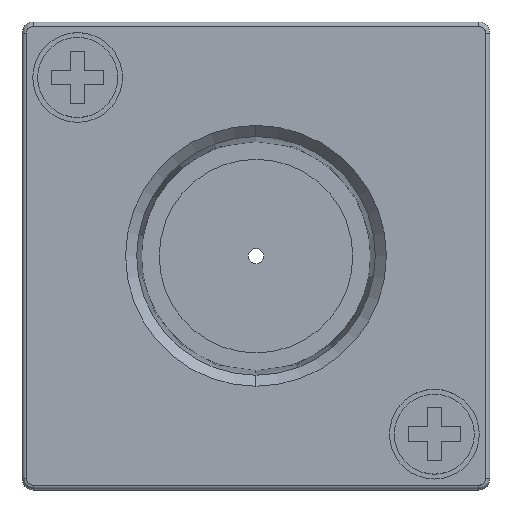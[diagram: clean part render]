
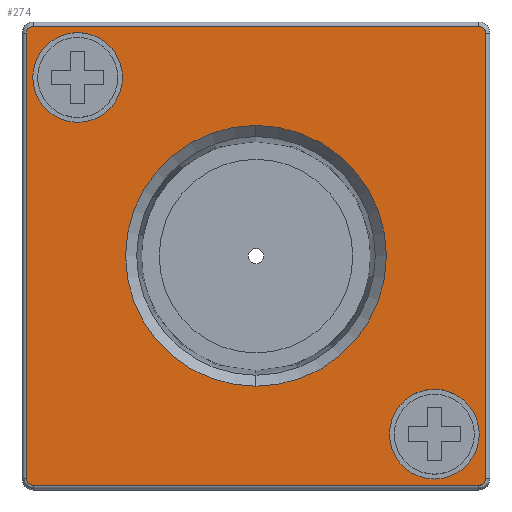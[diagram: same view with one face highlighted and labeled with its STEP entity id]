
A CAD part, top view. The second image highlights one B-rep face of the part: STEP entity #274.
In plain terms, the highlighted planar face has unit normal (0, 0, 1).
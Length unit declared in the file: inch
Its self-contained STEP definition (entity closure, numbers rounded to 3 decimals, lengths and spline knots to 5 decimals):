
#9 = FACE_OUTER_BOUND ( 'NONE', #386, .T. ) ;
#38 = FACE_BOUND ( 'NONE', #148, .T. ) ;
#49 = CARTESIAN_POINT ( 'NONE',  ( 0.504, -0.519, 0.227 ) ) ;
#90 = CARTESIAN_POINT ( 'NONE',  ( -0.504, -0.519, 0.227 ) ) ;
#99 = FACE_BOUND ( 'NONE', #1070, .T. ) ;
#119 = AXIS2_PLACEMENT_3D ( 'NONE', #829, #826, #133 ) ;
#123 = VERTEX_POINT ( 'NONE', #804 ) ;
#125 = CARTESIAN_POINT ( 'NONE',  ( -0.519, 0.51279, 0.227 ) ) ;
#133 = DIRECTION ( 'NONE',  ( 1., 0., 0. ) ) ;
#148 = EDGE_LOOP ( 'NONE', ( #1302, #1722 ) ) ;
#181 = FACE_BOUND ( 'NONE', #672, .T. ) ;
#198 = ORIENTED_EDGE ( 'NONE', *, *, #1886, .F. ) ;
#225 = CIRCLE ( 'NONE', #1683, 0.1015 ) ;
#236 = DIRECTION ( 'NONE',  ( 0., 0., -1. ) ) ;
#242 = DIRECTION ( 'NONE',  ( -1., 0., 0. ) ) ;
#274 = ADVANCED_FACE ( 'NONE', ( #9, #99, #38, #181 ), #279, .F. ) ;
#279 = PLANE ( 'NONE',  #522 ) ;
#292 = ORIENTED_EDGE ( 'NONE', *, *, #1057, .F. ) ;
#295 = CARTESIAN_POINT ( 'NONE',  ( 0., 0., 0.227 ) ) ;
#311 = VECTOR ( 'NONE', #2253, 39.37008 ) ;
#314 = CARTESIAN_POINT ( 'NONE',  ( 0.504, -0.519, 0.227 ) ) ;
#350 = CARTESIAN_POINT ( 'NONE',  ( -0.4035, 0.4035, 0.227 ) ) ;
#375 = EDGE_CURVE ( 'NONE', #2246, #1098, #2312, .T. ) ;
#376 = VERTEX_POINT ( 'NONE', #1937 ) ;
#386 = EDGE_LOOP ( 'NONE', ( #2070, #591, #198, #1910, #1063, #504, #2252, #1884 ) ) ;
#392 = ORIENTED_EDGE ( 'NONE', *, *, #1183, .F. ) ;
#406 = LINE ( 'NONE', #646, #311 ) ;
#428 =( BOUNDED_CURVE ( )  B_SPLINE_CURVE ( 3, ( #800, #125, #901, #796 ),
 .UNSPECIFIED., .F., .T. ) 
 B_SPLINE_CURVE_WITH_KNOTS ( ( 4, 4 ),
 ( 0., 1. ),
 .UNSPECIFIED. ) 
 CURVE ( )  GEOMETRIC_REPRESENTATION_ITEM ( )  RATIONAL_B_SPLINE_CURVE ( ( 1., 0.805, 0.805, 1. ) ) 
 REPRESENTATION_ITEM ( '' )  );
#467 = LINE ( 'NONE', #2087, #498 ) ;
#478 = CARTESIAN_POINT ( 'NONE',  ( -0.519, -0.51279, 0.227 ) ) ;
#498 = VECTOR ( 'NONE', #2063, 39.37008 ) ;
#504 = ORIENTED_EDGE ( 'NONE', *, *, #1512, .F. ) ;
#505 =( BOUNDED_CURVE ( )  B_SPLINE_CURVE ( 3, ( #2132, #2294, #1417, #314 ),
 .UNSPECIFIED., .F., .T. ) 
 B_SPLINE_CURVE_WITH_KNOTS ( ( 4, 4 ),
 ( 0., 1. ),
 .UNSPECIFIED. ) 
 CURVE ( )  GEOMETRIC_REPRESENTATION_ITEM ( )  RATIONAL_B_SPLINE_CURVE ( ( 1., 0.805, 0.805, 1. ) ) 
 REPRESENTATION_ITEM ( '' )  );
#522 = AXIS2_PLACEMENT_3D ( 'NONE', #295, #236, #242 ) ;
#542 = DIRECTION ( 'NONE',  ( 1., 0., 0. ) ) ;
#560 = CARTESIAN_POINT ( 'NONE',  ( 0.51279, 0.519, 0.227 ) ) ;
#564 = CARTESIAN_POINT ( 'NONE',  ( 0.519, -0.504, 0.227 ) ) ;
#591 = ORIENTED_EDGE ( 'NONE', *, *, #375, .F. ) ;
#593 = VERTEX_POINT ( 'NONE', #1446 ) ;
#642 = CARTESIAN_POINT ( 'NONE',  ( -0.51279, -0.519, 0.227 ) ) ;
#646 = CARTESIAN_POINT ( 'NONE',  ( 0., -0.519, 0.227 ) ) ;
#672 = EDGE_LOOP ( 'NONE', ( #1498, #392 ) ) ;
#695 = VERTEX_POINT ( 'NONE', #996 ) ;
#744 = CARTESIAN_POINT ( 'NONE',  ( 0.519, 0.504, 0.227 ) ) ;
#746 = EDGE_CURVE ( 'NONE', #123, #695, #1518, .T. ) ;
#747 = CARTESIAN_POINT ( 'NONE',  ( 0.519, 0.51279, 0.227 ) ) ;
#748 = CARTESIAN_POINT ( 'NONE',  ( -0.505, 0.4035, 0.227 ) ) ;
#751 = CARTESIAN_POINT ( 'NONE',  ( 0.504, 0.519, 0.227 ) ) ;
#770 = EDGE_CURVE ( 'NONE', #1098, #1146, #428, .T. ) ;
#782 = EDGE_CURVE ( 'NONE', #1562, #1716, #2330, .T. ) ;
#785 = ORIENTED_EDGE ( 'NONE', *, *, #2328, .F. ) ;
#796 = CARTESIAN_POINT ( 'NONE',  ( -0.504, 0.519, 0.227 ) ) ;
#800 = CARTESIAN_POINT ( 'NONE',  ( -0.519, 0.504, 0.227 ) ) ;
#804 = CARTESIAN_POINT ( 'NONE',  ( 0.505, -0.4035, 0.227 ) ) ;
#826 = DIRECTION ( 'NONE',  ( 0., 0., 1. ) ) ;
#829 = CARTESIAN_POINT ( 'NONE',  ( 0.4035, -0.4035, 0.227 ) ) ;
#892 = VERTEX_POINT ( 'NONE', #49 ) ;
#901 = CARTESIAN_POINT ( 'NONE',  ( -0.51279, 0.519, 0.227 ) ) ;
#937 = CARTESIAN_POINT ( 'NONE',  ( 0.519, 0.504, 0.227 ) ) ;
#963 = DIRECTION ( 'NONE',  ( 1., 0., 0. ) ) ;
#987 = CARTESIAN_POINT ( 'NONE',  ( 0., 0.519, 0.227 ) ) ;
#996 = CARTESIAN_POINT ( 'NONE',  ( 0.302, -0.4035, 0.227 ) ) ;
#1014 = DIRECTION ( 'NONE',  ( 0., 0., 1. ) ) ;
#1028 = VERTEX_POINT ( 'NONE', #748 ) ;
#1029 = AXIS2_PLACEMENT_3D ( 'NONE', #1435, #1426, #1419 ) ;
#1057 = EDGE_CURVE ( 'NONE', #1028, #1090, #225, .T. ) ;
#1063 = ORIENTED_EDGE ( 'NONE', *, *, #2056, .F. ) ;
#1070 = EDGE_LOOP ( 'NONE', ( #785, #292 ) ) ;
#1090 = VERTEX_POINT ( 'NONE', #2099 ) ;
#1091 = CARTESIAN_POINT ( 'NONE',  ( -0.504, -0.519, 0.227 ) ) ;
#1098 = VERTEX_POINT ( 'NONE', #2092 ) ;
#1130 = CIRCLE ( 'NONE', #1956, 0.295 ) ;
#1146 = VERTEX_POINT ( 'NONE', #1992 ) ;
#1153 = EDGE_CURVE ( 'NONE', #695, #123, #2265, .T. ) ;
#1183 = EDGE_CURVE ( 'NONE', #593, #376, #1895, .T. ) ;
#1201 = CIRCLE ( 'NONE', #1552, 0.1015 ) ;
#1240 = VERTEX_POINT ( 'NONE', #1091 ) ;
#1244 = EDGE_CURVE ( 'NONE', #1146, #1562, #1463, .T. ) ;
#1272 = AXIS2_PLACEMENT_3D ( 'NONE', #1778, #1769, #1763 ) ;
#1302 = ORIENTED_EDGE ( 'NONE', *, *, #746, .F. ) ;
#1345 =( BOUNDED_CURVE ( )  B_SPLINE_CURVE ( 3, ( #90, #642, #478, #1760 ),
 .UNSPECIFIED., .F., .T. ) 
 B_SPLINE_CURVE_WITH_KNOTS ( ( 4, 4 ),
 ( 0., 1. ),
 .UNSPECIFIED. ) 
 CURVE ( )  GEOMETRIC_REPRESENTATION_ITEM ( )  RATIONAL_B_SPLINE_CURVE ( ( 1., 0.805, 0.805, 1. ) ) 
 REPRESENTATION_ITEM ( '' )  );
#1417 = CARTESIAN_POINT ( 'NONE',  ( 0.51279, -0.519, 0.227 ) ) ;
#1419 = DIRECTION ( 'NONE',  ( 0., -1., 0. ) ) ;
#1426 = DIRECTION ( 'NONE',  ( 0., 0., 1. ) ) ;
#1435 = CARTESIAN_POINT ( 'NONE',  ( 0., 0., 0.227 ) ) ;
#1446 = CARTESIAN_POINT ( 'NONE',  ( 0., 0.295, 0.227 ) ) ;
#1463 = LINE ( 'NONE', #987, #1578 ) ;
#1476 = CARTESIAN_POINT ( 'NONE',  ( -0.519, -0.504, 0.227 ) ) ;
#1498 = ORIENTED_EDGE ( 'NONE', *, *, #1995, .F. ) ;
#1512 = EDGE_CURVE ( 'NONE', #1716, #2251, #467, .T. ) ;
#1518 = CIRCLE ( 'NONE', #119, 0.1015 ) ;
#1539 = EDGE_CURVE ( 'NONE', #892, #1240, #406, .T. ) ;
#1552 = AXIS2_PLACEMENT_3D ( 'NONE', #350, #1639, #542 ) ;
#1562 = VERTEX_POINT ( 'NONE', #2276 ) ;
#1578 = VECTOR ( 'NONE', #963, 39.37008 ) ;
#1639 = DIRECTION ( 'NONE',  ( 0., 0., 1. ) ) ;
#1683 = AXIS2_PLACEMENT_3D ( 'NONE', #2247, #2244, #2229 ) ;
#1716 = VERTEX_POINT ( 'NONE', #937 ) ;
#1722 = ORIENTED_EDGE ( 'NONE', *, *, #1153, .F. ) ;
#1760 = CARTESIAN_POINT ( 'NONE',  ( -0.519, -0.504, 0.227 ) ) ;
#1763 = DIRECTION ( 'NONE',  ( 1., 0., 0. ) ) ;
#1769 = DIRECTION ( 'NONE',  ( 0., 0., 1. ) ) ;
#1778 = CARTESIAN_POINT ( 'NONE',  ( 0.4035, -0.4035, 0.227 ) ) ;
#1884 = ORIENTED_EDGE ( 'NONE', *, *, #1244, .F. ) ;
#1886 = EDGE_CURVE ( 'NONE', #1240, #2246, #1345, .T. ) ;
#1895 = CIRCLE ( 'NONE', #1029, 0.295 ) ;
#1910 = ORIENTED_EDGE ( 'NONE', *, *, #1539, .F. ) ;
#1937 = CARTESIAN_POINT ( 'NONE',  ( 0., -0.295, 0.227 ) ) ;
#1941 = CARTESIAN_POINT ( 'NONE',  ( -0.519, 0., 0.227 ) ) ;
#1953 = DIRECTION ( 'NONE',  ( 0., 1., 0. ) ) ;
#1956 = AXIS2_PLACEMENT_3D ( 'NONE', #2117, #1014, #2281 ) ;
#1992 = CARTESIAN_POINT ( 'NONE',  ( -0.504, 0.519, 0.227 ) ) ;
#1995 = EDGE_CURVE ( 'NONE', #376, #593, #1130, .T. ) ;
#2056 = EDGE_CURVE ( 'NONE', #2251, #892, #505, .T. ) ;
#2063 = DIRECTION ( 'NONE',  ( 0., -1., 0. ) ) ;
#2070 = ORIENTED_EDGE ( 'NONE', *, *, #770, .F. ) ;
#2087 = CARTESIAN_POINT ( 'NONE',  ( 0.519, 0., 0.227 ) ) ;
#2092 = CARTESIAN_POINT ( 'NONE',  ( -0.519, 0.504, 0.227 ) ) ;
#2099 = CARTESIAN_POINT ( 'NONE',  ( -0.302, 0.4035, 0.227 ) ) ;
#2117 = CARTESIAN_POINT ( 'NONE',  ( 0., 0., 0.227 ) ) ;
#2132 = CARTESIAN_POINT ( 'NONE',  ( 0.519, -0.504, 0.227 ) ) ;
#2229 = DIRECTION ( 'NONE',  ( 1., 0., 0. ) ) ;
#2244 = DIRECTION ( 'NONE',  ( 0., 0., 1. ) ) ;
#2246 = VERTEX_POINT ( 'NONE', #1476 ) ;
#2247 = CARTESIAN_POINT ( 'NONE',  ( -0.4035, 0.4035, 0.227 ) ) ;
#2251 = VERTEX_POINT ( 'NONE', #564 ) ;
#2252 = ORIENTED_EDGE ( 'NONE', *, *, #782, .F. ) ;
#2253 = DIRECTION ( 'NONE',  ( -1., 0., 0. ) ) ;
#2265 = CIRCLE ( 'NONE', #1272, 0.1015 ) ;
#2276 = CARTESIAN_POINT ( 'NONE',  ( 0.504, 0.519, 0.227 ) ) ;
#2281 = DIRECTION ( 'NONE',  ( 0., -1., 0. ) ) ;
#2290 = VECTOR ( 'NONE', #1953, 39.37008 ) ;
#2294 = CARTESIAN_POINT ( 'NONE',  ( 0.519, -0.51279, 0.227 ) ) ;
#2312 = LINE ( 'NONE', #1941, #2290 ) ;
#2328 = EDGE_CURVE ( 'NONE', #1090, #1028, #1201, .T. ) ;
#2330 =( BOUNDED_CURVE ( )  B_SPLINE_CURVE ( 3, ( #751, #560, #747, #744 ),
 .UNSPECIFIED., .F., .T. ) 
 B_SPLINE_CURVE_WITH_KNOTS ( ( 4, 4 ),
 ( 0., 1. ),
 .UNSPECIFIED. ) 
 CURVE ( )  GEOMETRIC_REPRESENTATION_ITEM ( )  RATIONAL_B_SPLINE_CURVE ( ( 1., 0.805, 0.805, 1. ) ) 
 REPRESENTATION_ITEM ( '' )  );
